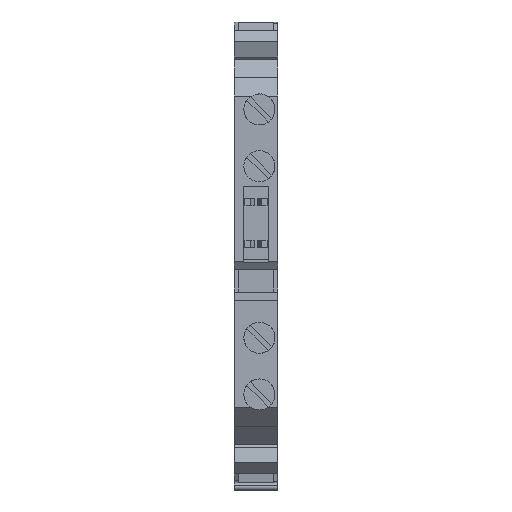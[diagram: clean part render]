
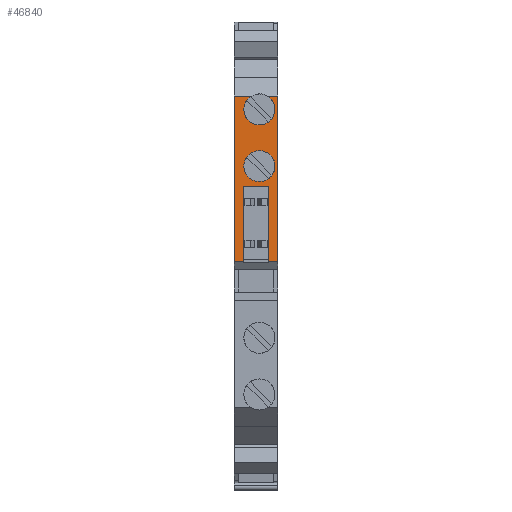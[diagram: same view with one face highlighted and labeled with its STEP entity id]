
A CAD part, top view. The second image highlights one B-rep face of the part: STEP entity #46840.
In plain terms, the highlighted face is planar.
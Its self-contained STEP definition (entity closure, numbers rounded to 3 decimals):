
#1320=CARTESIAN_POINT('',(27.931,33.032,
-0.45));
#1330=VERTEX_POINT('',#1320);
#1360=CARTESIAN_POINT('',(0.,29.603,
-0.45));
#1370=DIRECTION('',(-0.993,-0.122,0.));
#1380=VECTOR('',#1370,1.);
#1390=LINE('',#1360,#1380);
#1400=CARTESIAN_POINT('',(50.909,35.854,
-0.45));
#1410=VERTEX_POINT('',#1400);
#1420=EDGE_CURVE('',#1410,#1330,#1390,.T.);
#12330=CARTESIAN_POINT('',(50.909,35.854,
-6.6));
#12340=VERTEX_POINT('',#12330);
#12370=CARTESIAN_POINT('',(0.,29.603,
-6.6));
#12380=DIRECTION('',(0.993,0.122,0.));
#12390=VECTOR('',#12380,1.);
#12400=LINE('',#12370,#12390);
#12410=CARTESIAN_POINT('',(27.931,33.032,
-6.6));
#12420=VERTEX_POINT('',#12410);
#12430=EDGE_CURVE('',#12420,#12340,#12400,.T.);
#34150=CARTESIAN_POINT('',(38.403,34.318,
-5.3));
#34160=VERTEX_POINT('',#34150);
#34490=CARTESIAN_POINT('',(27.931,33.032,
-5.3));
#34500=VERTEX_POINT('',#34490);
#34530=CARTESIAN_POINT('',(0.,29.603,
-5.3));
#34540=DIRECTION('',(0.993,0.122,0.));
#34550=VECTOR('',#34540,1.);
#34560=LINE('',#34530,#34550);
#34570=EDGE_CURVE('',#34500,#34160,#34560,.T.);
#45540=CARTESIAN_POINT('',(38.403,34.318,
-0.8));
#45550=DIRECTION('',(0.,0.,1.));
#45560=VECTOR('',#45550,1.);
#45570=LINE('',#45540,#45560);
#45580=CARTESIAN_POINT('',(38.403,34.318,
-1.75));
#45590=VERTEX_POINT('',#45580);
#45600=EDGE_CURVE('',#34160,#45590,#45570,.T.);
#45840=CARTESIAN_POINT('',(0.298,29.639,
-1.75));
#45850=DIRECTION('',(0.993,0.122,0.));
#45860=VECTOR('',#45850,1.);
#45870=LINE('',#45840,#45860);
#45880=CARTESIAN_POINT('',(27.931,33.032,
-1.75));
#45890=VERTEX_POINT('',#45880);
#45900=EDGE_CURVE('',#45890,#45590,#45870,.T.);
#46180=CARTESIAN_POINT('',(44.106,35.018,
-4.76));
#46190=DIRECTION('',(0.122,-0.993,
0.));
#46200=DIRECTION('',(0.993,0.122,
0.));
#46210=AXIS2_PLACEMENT_3D('',#46180,#46190,#46200);
#46220=PLANE('',#46210);
#46230=CARTESIAN_POINT('',(41.182,34.659,
-3.05));
#46240=DIRECTION('',(0.122,-0.993,
0.));
#46250=DIRECTION('',(-0.993,-0.122,
0.));
#46260=AXIS2_PLACEMENT_3D('',#46230,#46240,#46250);
#46270=CIRCLE('',#46260,2.175);
#46280=CARTESIAN_POINT('',(39.023,34.394,
-3.05));
#46290=VERTEX_POINT('',#46280);
#46300=CARTESIAN_POINT('',(43.341,34.924,
-3.05));
#46310=VERTEX_POINT('',#46300);
#46320=EDGE_CURVE('',#46290,#46310,#46270,.T.);
#46330=ORIENTED_EDGE('',*,*,#46320,.T.);
#46340=EDGE_CURVE('',#46310,#46290,#46270,.T.);
#46350=ORIENTED_EDGE('',*,*,#46340,.T.);
#46360=EDGE_LOOP('',(#46350,#46330));
#46370=FACE_BOUND('',#46360,.T.);
#46380=ORIENTED_EDGE('',*,*,#45900,.F.);
#46390=ORIENTED_EDGE('',*,*,#45600,.T.);
#46400=ORIENTED_EDGE('',*,*,#34570,.T.);
#46410=CARTESIAN_POINT('',(27.931,33.032,0.));
#46420=DIRECTION('',(0.,0.,1.));
#46430=VECTOR('',#46420,1.);
#46440=LINE('',#46410,#46430);
#46450=EDGE_CURVE('',#12420,#34500,#46440,.T.);
#46460=ORIENTED_EDGE('',*,*,#46450,.T.);
#46470=ORIENTED_EDGE('',*,*,#12430,.F.);
#46480=CARTESIAN_POINT('',(50.909,35.854,0.));
#46490=DIRECTION('',(0.,0.,1.));
#46500=VECTOR('',#46490,1.);
#46510=LINE('',#46480,#46500);
#46520=CARTESIAN_POINT('',(50.909,35.854,
-4.152));
#46530=VERTEX_POINT('',#46520);
#46540=EDGE_CURVE('',#12340,#46530,#46510,.T.);
#46550=ORIENTED_EDGE('',*,*,#46540,.F.);
#46560=CARTESIAN_POINT('',(49.048,35.625,
-3.05));
#46570=DIRECTION('',(0.122,-0.993,
0.));
#46580=DIRECTION('',(-0.993,-0.122,
0.));
#46590=AXIS2_PLACEMENT_3D('',#46560,#46570,#46580);
#46600=CIRCLE('',#46590,2.175);
#46610=CARTESIAN_POINT('',(46.889,35.36,
-3.05));
#46620=VERTEX_POINT('',#46610);
#46630=EDGE_CURVE('',#46620,#46530,#46600,.T.);
#46640=ORIENTED_EDGE('',*,*,#46630,.T.);
#46650=CARTESIAN_POINT('',(50.909,35.854,
-1.948));
#46660=VERTEX_POINT('',#46650);
#46670=EDGE_CURVE('',#46660,#46620,#46600,.T.);
#46680=ORIENTED_EDGE('',*,*,#46670,.T.);
#46690=CARTESIAN_POINT('',(50.909,35.854,0.));
#46700=DIRECTION('',(0.,0.,-1.));
#46710=VECTOR('',#46700,1.);
#46720=LINE('',#46690,#46710);
#46730=EDGE_CURVE('',#1410,#46660,#46720,.T.);
#46740=ORIENTED_EDGE('',*,*,#46730,.T.);
#46750=ORIENTED_EDGE('',*,*,#1420,.F.);
#46760=CARTESIAN_POINT('',(27.931,33.032,0.));
#46770=DIRECTION('',(0.,0.,-1.));
#46780=VECTOR('',#46770,1.);
#46790=LINE('',#46760,#46780);
#46800=EDGE_CURVE('',#1330,#45890,#46790,.T.);
#46810=ORIENTED_EDGE('',*,*,#46800,.F.);
#46820=EDGE_LOOP('',(#46810,#46750,#46740,#46680,#46640,#46550,#46470,
#46460,#46400,#46390,#46380));
#46830=FACE_OUTER_BOUND('',#46820,.T.);
#46840=ADVANCED_FACE('',(#46370,#46830),#46220,.F.);
